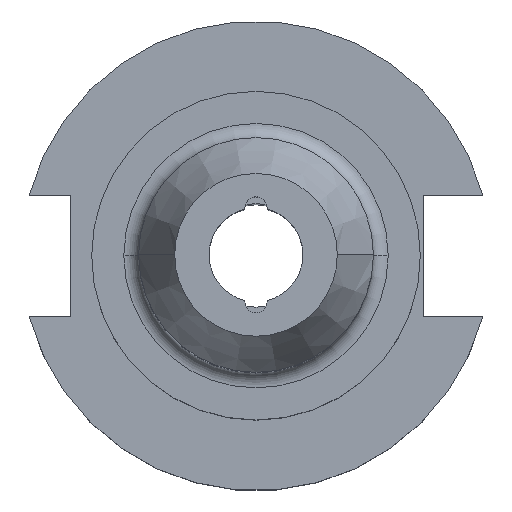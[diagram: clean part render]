
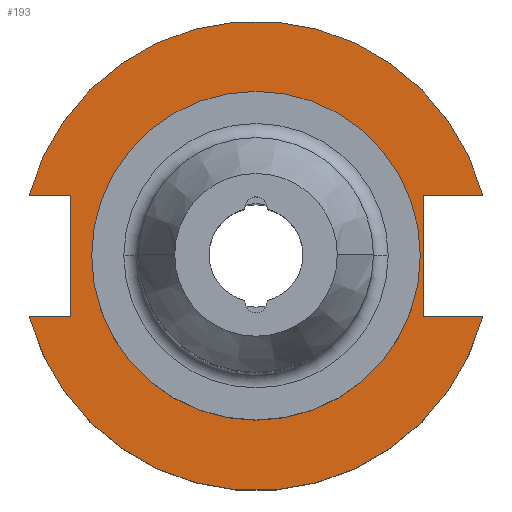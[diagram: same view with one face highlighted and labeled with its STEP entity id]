
A CAD part, top view. The second image highlights one B-rep face of the part: STEP entity #193.
In plain terms, the highlighted planar face has unit normal (0, 0, 1).
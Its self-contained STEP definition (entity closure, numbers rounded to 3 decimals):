
#10 = CARTESIAN_POINT ( 'NONE',  ( 22.225, 0., 19.05 ) ) ;
#33 = ORIENTED_EDGE ( 'NONE', *, *, #414, .T. ) ;
#110 = ORIENTED_EDGE ( 'NONE', *, *, #1789, .T. ) ;
#125 = DIRECTION ( 'NONE',  ( 1., 0., 0. ) ) ;
#132 = DIRECTION ( 'NONE',  ( 0., 0., 1. ) ) ;
#136 = CARTESIAN_POINT ( 'NONE',  ( 0., 0., 19.05 ) ) ;
#139 = DIRECTION ( 'NONE',  ( 1., 0., 0. ) ) ;
#143 = DIRECTION ( 'NONE',  ( 1., 0., 0. ) ) ;
#156 = ORIENTED_EDGE ( 'NONE', *, *, #716, .F. ) ;
#168 = VECTOR ( 'NONE', #143, 1000. ) ;
#193 = ADVANCED_FACE ( 'NONE', ( #298, #693 ), #1605, .F. ) ;
#195 = CARTESIAN_POINT ( 'NONE',  ( 22.606, -8.191, 19.05 ) ) ;
#216 = ORIENTED_EDGE ( 'NONE', *, *, #571, .F. ) ;
#271 = CARTESIAN_POINT ( 'NONE',  ( 0., 8.191, 19.05 ) ) ;
#277 = VERTEX_POINT ( 'NONE', #348 ) ;
#298 = FACE_BOUND ( 'NONE', #1730, .T. ) ;
#299 = VERTEX_POINT ( 'NONE', #10 ) ;
#300 = EDGE_LOOP ( 'NONE', ( #110, #216, #1612, #945, #1841, #1119, #1248, #33 ) ) ;
#333 = CARTESIAN_POINT ( 'NONE',  ( 0., 0., 19.05 ) ) ;
#348 = CARTESIAN_POINT ( 'NONE',  ( -30.675, -8.191, 19.05 ) ) ;
#380 = LINE ( 'NONE', #1779, #1847 ) ;
#414 = EDGE_CURVE ( 'NONE', #1813, #773, #670, .T. ) ;
#457 = VECTOR ( 'NONE', #1564, 1000. ) ;
#497 = DIRECTION ( 'NONE',  ( 0., 0., 1. ) ) ;
#508 = LINE ( 'NONE', #271, #457 ) ;
#550 = CARTESIAN_POINT ( 'NONE',  ( 30.675, 8.191, 19.05 ) ) ;
#571 = EDGE_CURVE ( 'NONE', #277, #936, #380, .T. ) ;
#597 = DIRECTION ( 'NONE',  ( 0., 0., 1. ) ) ;
#649 = CARTESIAN_POINT ( 'NONE',  ( -25.091, 8.191, 19.05 ) ) ;
#670 = LINE ( 'NONE', #1344, #168 ) ;
#686 = AXIS2_PLACEMENT_3D ( 'NONE', #333, #597, #1347 ) ;
#693 = FACE_OUTER_BOUND ( 'NONE', #300, .T. ) ;
#716 = EDGE_CURVE ( 'NONE', #1373, #299, #1091, .T. ) ;
#730 = DIRECTION ( 'NONE',  ( 1., 0., 0. ) ) ;
#746 = EDGE_CURVE ( 'NONE', #1537, #1813, #1858, .T. ) ;
#773 = VERTEX_POINT ( 'NONE', #649 ) ;
#788 = AXIS2_PLACEMENT_3D ( 'NONE', #1795, #497, #730 ) ;
#805 = CARTESIAN_POINT ( 'NONE',  ( 0., 22.225, 19.05 ) ) ;
#852 = EDGE_CURVE ( 'NONE', #1862, #1898, #1711, .T. ) ;
#859 = AXIS2_PLACEMENT_3D ( 'NONE', #805, #1193, #1520 ) ;
#936 = VERTEX_POINT ( 'NONE', #1365 ) ;
#945 = ORIENTED_EDGE ( 'NONE', *, *, #1166, .F. ) ;
#948 = VECTOR ( 'NONE', #1633, 1000. ) ;
#968 = CARTESIAN_POINT ( 'NONE',  ( -30.675, 8.191, 19.05 ) ) ;
#989 = ORIENTED_EDGE ( 'NONE', *, *, #1351, .F. ) ;
#1061 = CARTESIAN_POINT ( 'NONE',  ( 30.675, -8.191, 19.05 ) ) ;
#1076 = EDGE_CURVE ( 'NONE', #277, #1388, #1880, .T. ) ;
#1091 = CIRCLE ( 'NONE', #686, 22.225 ) ;
#1095 = CARTESIAN_POINT ( 'NONE',  ( 22.606, 22.225, 19.05 ) ) ;
#1119 = ORIENTED_EDGE ( 'NONE', *, *, #1515, .F. ) ;
#1166 = EDGE_CURVE ( 'NONE', #1862, #1388, #1390, .T. ) ;
#1181 = AXIS2_PLACEMENT_3D ( 'NONE', #1397, #1383, #1342 ) ;
#1193 = DIRECTION ( 'NONE',  ( 0., 0., -1. ) ) ;
#1248 = ORIENTED_EDGE ( 'NONE', *, *, #746, .T. ) ;
#1257 = CARTESIAN_POINT ( 'NONE',  ( -22.225, 0., 19.05 ) ) ;
#1314 = VECTOR ( 'NONE', #1402, 1000. ) ;
#1318 = CIRCLE ( 'NONE', #1181, 22.225 ) ;
#1342 = DIRECTION ( 'NONE',  ( 1., 0., 0. ) ) ;
#1344 = CARTESIAN_POINT ( 'NONE',  ( -61.091, 8.191, 19.05 ) ) ;
#1345 = CARTESIAN_POINT ( 'NONE',  ( 22.606, 8.191, 19.05 ) ) ;
#1347 = DIRECTION ( 'NONE',  ( 1., 0., 0. ) ) ;
#1349 = VECTOR ( 'NONE', #1517, 1000. ) ;
#1351 = EDGE_CURVE ( 'NONE', #299, #1373, #1318, .T. ) ;
#1365 = CARTESIAN_POINT ( 'NONE',  ( -25.091, -8.191, 19.05 ) ) ;
#1373 = VERTEX_POINT ( 'NONE', #1257 ) ;
#1383 = DIRECTION ( 'NONE',  ( 0., 0., 1. ) ) ;
#1388 = VERTEX_POINT ( 'NONE', #1061 ) ;
#1390 = LINE ( 'NONE', #1466, #1349 ) ;
#1397 = CARTESIAN_POINT ( 'NONE',  ( 0., 0., 19.05 ) ) ;
#1402 = DIRECTION ( 'NONE',  ( 0., -1., 0. ) ) ;
#1466 = CARTESIAN_POINT ( 'NONE',  ( 0., -8.191, 19.05 ) ) ;
#1494 = AXIS2_PLACEMENT_3D ( 'NONE', #136, #132, #125 ) ;
#1515 = EDGE_CURVE ( 'NONE', #1537, #1898, #508, .T. ) ;
#1517 = DIRECTION ( 'NONE',  ( 1., 0., 0. ) ) ;
#1520 = DIRECTION ( 'NONE',  ( -1., 0., 0. ) ) ;
#1537 = VERTEX_POINT ( 'NONE', #550 ) ;
#1564 = DIRECTION ( 'NONE',  ( -1., 0., 0. ) ) ;
#1605 = PLANE ( 'NONE',  #859 ) ;
#1612 = ORIENTED_EDGE ( 'NONE', *, *, #1076, .T. ) ;
#1633 = DIRECTION ( 'NONE',  ( 0., 1., 0. ) ) ;
#1701 = LINE ( 'NONE', #1732, #1314 ) ;
#1711 = LINE ( 'NONE', #1095, #948 ) ;
#1730 = EDGE_LOOP ( 'NONE', ( #989, #156 ) ) ;
#1732 = CARTESIAN_POINT ( 'NONE',  ( -25.091, 8.191, 19.05 ) ) ;
#1779 = CARTESIAN_POINT ( 'NONE',  ( -61.091, -8.191, 19.05 ) ) ;
#1789 = EDGE_CURVE ( 'NONE', #773, #936, #1701, .T. ) ;
#1795 = CARTESIAN_POINT ( 'NONE',  ( 0., 0., 19.05 ) ) ;
#1813 = VERTEX_POINT ( 'NONE', #968 ) ;
#1841 = ORIENTED_EDGE ( 'NONE', *, *, #852, .T. ) ;
#1847 = VECTOR ( 'NONE', #139, 1000. ) ;
#1858 = CIRCLE ( 'NONE', #788, 31.75 ) ;
#1862 = VERTEX_POINT ( 'NONE', #195 ) ;
#1880 = CIRCLE ( 'NONE', #1494, 31.75 ) ;
#1898 = VERTEX_POINT ( 'NONE', #1345 ) ;
